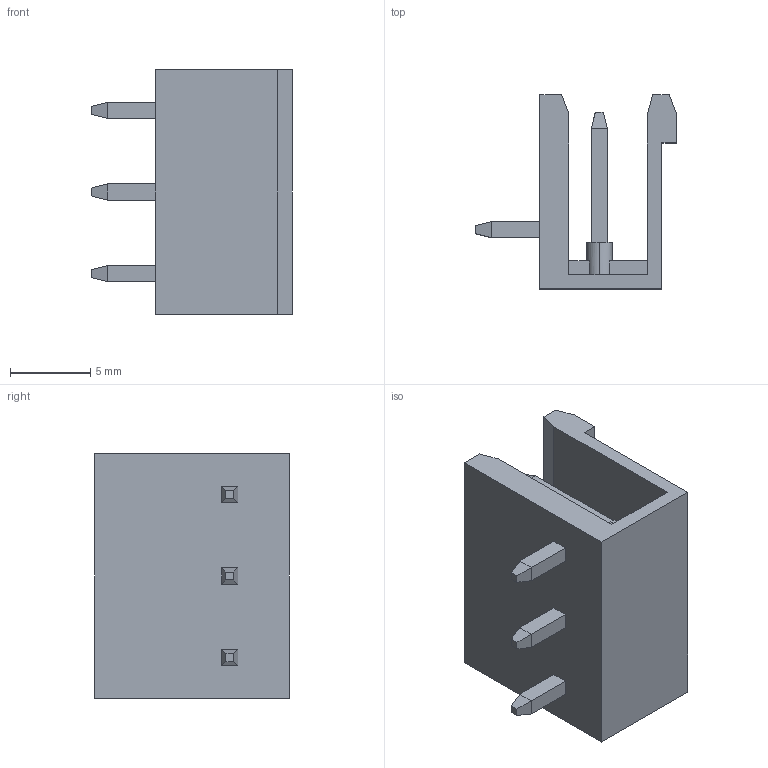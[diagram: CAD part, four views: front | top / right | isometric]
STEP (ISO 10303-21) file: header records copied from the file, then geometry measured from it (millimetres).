
FILE_DESCRIPTION (( 'STEP AP214' ), '1' );
FILE_NAME ('kf2edgv-x-5.08-3p male connector .STEP', '2020-04-22T00:03:58', ( '' ), ( '' ), 'SwSTEP 2.0', 'SolidWorks 2020', '' );
FILE_SCHEMA (( 'AUTOMOTIVE_DESIGN' ));
Length unit declared in the file: millimetre
Products named in the file (1): kf2edgv-x-5.08-3p male connector 
Bounding box: 12.5 x 12.1 x 15.24 mm (x, y, z)
Volume: 649.6 mm3; surface area: 1205.2 mm2
Topology: 1 solids, 1 shells, 99 faces, 249 edges, 158 vertices
Faces by surface type: plane 93, cylinder 6
Entity records: 3424 total; most frequent: CARTESIAN_POINT 507, ORIENTED_EDGE 498, DIRECTION 473, EDGE_CURVE 249, VECTOR 225, LINE 225, VERTEX_POINT 158, AXIS2_PLACEMENT_3D 124
